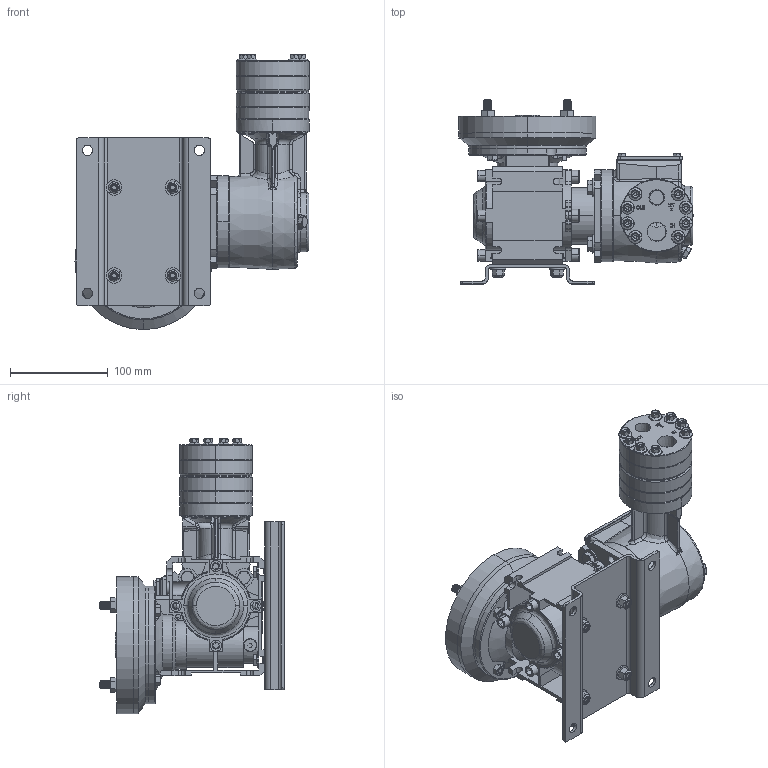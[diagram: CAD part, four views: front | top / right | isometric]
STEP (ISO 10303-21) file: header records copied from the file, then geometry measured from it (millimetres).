
FILE_DESCRIPTION (( 'STEP AP214' ), '1' );
FILE_NAME ('P100 METALLIC IEC63B5 FACES.STEP', '2018-07-26T18:38:36', ( '' ), ( '' ), 'SwSTEP 2.0', 'SolidWorks 2017', '' );
FILE_SCHEMA (( 'AUTOMOTIVE_DESIGN' ));
Length unit declared in the file: inch
Products named in the file (1): P100 METALLIC IEC63B5 FACES
Bounding box: 239.2 x 188.39 x 281.13 mm (x, y, z)
Surface area: 347787.9 mm2 (no closed solid volume)
Topology: 0 solids, 126 shells, 1755 faces, 5362 edges, 3629 vertices
Faces by surface type: cylinder 661, plane 541, cone 265, bspline 157, torus 105, sphere 26
Entity records: 99320 total; most frequent: CARTESIAN_POINT 32292, ORIENTED_EDGE 9133, DIRECTION 8731, EDGE_CURVE 5345, VERTEX_POINT 3629, AXIS2_PLACEMENT_3D 3386, VECTOR 1959, LINE 1959
